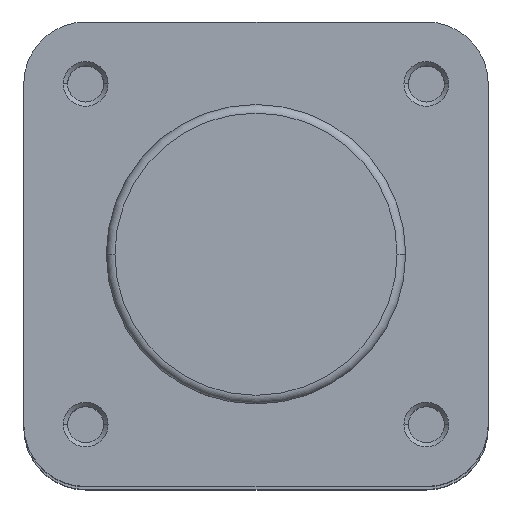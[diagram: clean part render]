
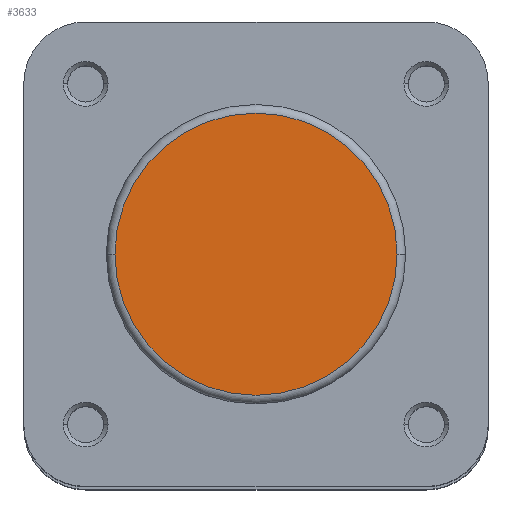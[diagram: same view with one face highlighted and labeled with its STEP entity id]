
A CAD part, top view. The second image highlights one B-rep face of the part: STEP entity #3633.
In plain terms, the highlighted planar face has unit normal (0, 0, 1).
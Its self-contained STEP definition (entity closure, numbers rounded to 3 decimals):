
#301 = CIRCLE ( 'NONE', #1864, 16.4 ) ;
#346 = CIRCLE ( 'NONE', #1877, 16.4 ) ;
#552 = FACE_OUTER_BOUND ( 'NONE', #3521, .T. ) ;
#1085 = CARTESIAN_POINT ( 'NONE',  ( 16.4, 0., 0. ) ) ;
#1203 = CARTESIAN_POINT ( 'NONE',  ( -16.4, 0., 0. ) ) ;
#1864 = AXIS2_PLACEMENT_3D ( 'NONE', #5201, #5204, #5205 ) ;
#1877 = AXIS2_PLACEMENT_3D ( 'NONE', #5269, #5277, #5278 ) ;
#1982 = AXIS2_PLACEMENT_3D ( 'NONE', #5634, #5637, #5638 ) ;
#2528 = EDGE_CURVE ( 'NONE', #4173, #4452, #301, .T. ) ;
#2563 = EDGE_CURVE ( 'NONE', #4452, #4173, #346, .T. ) ;
#2946 = ORIENTED_EDGE ( 'NONE', *, *, #2528, .T. ) ;
#2947 = ORIENTED_EDGE ( 'NONE', *, *, #2563, .T. ) ;
#3521 = EDGE_LOOP ( 'NONE', ( #2947, #2946 ) ) ;
#3633 = ADVANCED_FACE ( 'NONE', ( #552 ), #5635, .F. ) ;
#4173 = VERTEX_POINT ( 'NONE', #1085 ) ;
#4452 = VERTEX_POINT ( 'NONE', #1203 ) ;
#5201 = CARTESIAN_POINT ( 'NONE',  ( 0., 0., 0. ) ) ;
#5204 = DIRECTION ( 'NONE',  ( 0., 0., 1. ) ) ;
#5205 = DIRECTION ( 'NONE',  ( -1., 0., 0. ) ) ;
#5269 = CARTESIAN_POINT ( 'NONE',  ( 0., 0., 0. ) ) ;
#5277 = DIRECTION ( 'NONE',  ( 0., 0., 1. ) ) ;
#5278 = DIRECTION ( 'NONE',  ( -1., 0., 0. ) ) ;
#5634 = CARTESIAN_POINT ( 'NONE',  ( 0., 17.4, 0. ) ) ;
#5635 = PLANE ( 'NONE',  #1982 ) ;
#5637 = DIRECTION ( 'NONE',  ( 0., 0., -1. ) ) ;
#5638 = DIRECTION ( 'NONE',  ( -1., 0., 0. ) ) ;
